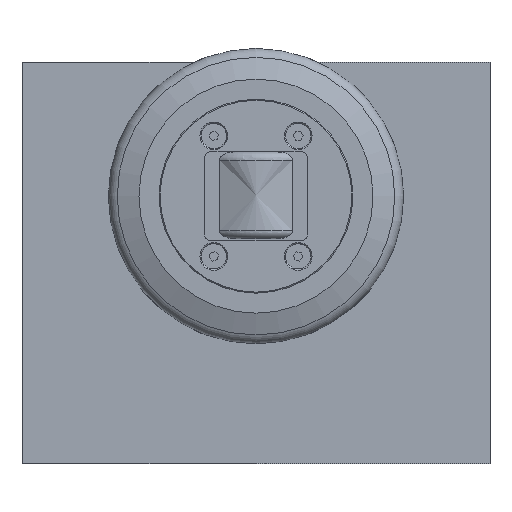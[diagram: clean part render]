
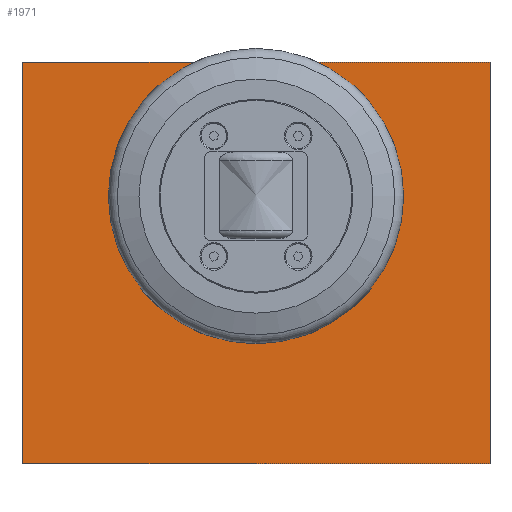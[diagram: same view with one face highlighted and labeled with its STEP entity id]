
A CAD part, front view. The second image highlights one B-rep face of the part: STEP entity #1971.
In plain terms, the highlighted planar face has unit normal (0, -1, 0).
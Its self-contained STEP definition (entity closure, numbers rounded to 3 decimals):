
#79=FACE_BOUND('',#394,.T.);
#162=CIRCLE('',#2149,29.);
#276=FACE_OUTER_BOUND('',#393,.T.);
#393=EDGE_LOOP('',(#1707,#1708,#1709,#1710));
#394=EDGE_LOOP('',(#1711));
#571=LINE('',#3413,#745);
#572=LINE('',#3415,#746);
#573=LINE('',#3417,#747);
#574=LINE('',#3418,#748);
#745=VECTOR('',#2686,10.);
#746=VECTOR('',#2687,10.);
#747=VECTOR('',#2688,10.);
#748=VECTOR('',#2689,10.);
#905=VERTEX_POINT('',#3318);
#936=VERTEX_POINT('',#3411);
#937=VERTEX_POINT('',#3412);
#938=VERTEX_POINT('',#3414);
#939=VERTEX_POINT('',#3416);
#1160=EDGE_CURVE('',#905,#905,#162,.T.);
#1205=EDGE_CURVE('',#936,#937,#571,.T.);
#1206=EDGE_CURVE('',#938,#937,#572,.T.);
#1207=EDGE_CURVE('',#939,#938,#573,.T.);
#1208=EDGE_CURVE('',#939,#936,#574,.T.);
#1707=ORIENTED_EDGE('',*,*,#1205,.T.);
#1708=ORIENTED_EDGE('',*,*,#1206,.F.);
#1709=ORIENTED_EDGE('',*,*,#1207,.F.);
#1710=ORIENTED_EDGE('',*,*,#1208,.T.);
#1711=ORIENTED_EDGE('',*,*,#1160,.T.);
#1875=PLANE('',#2171);
#1971=ADVANCED_FACE('',(#276,#79),#1875,.T.);
#2149=AXIS2_PLACEMENT_3D('',#3320,#2602,#2603);
#2171=AXIS2_PLACEMENT_3D('',#3410,#2684,#2685);
#2602=DIRECTION('center_axis',(0.,1.,0.));
#2603=DIRECTION('ref_axis',(0.,0.,1.));
#2684=DIRECTION('center_axis',(0.,-1.,0.));
#2685=DIRECTION('ref_axis',(0.,0.,-1.));
#2686=DIRECTION('',(0.,0.,1.));
#2687=DIRECTION('',(1.,0.,0.));
#2688=DIRECTION('',(0.,0.,1.));
#2689=DIRECTION('',(1.,0.,0.));
#3318=CARTESIAN_POINT('',(70.,0.,51.));
#3320=CARTESIAN_POINT('Origin',(70.,0.,80.));
#3410=CARTESIAN_POINT('Origin',(0.,0.,0.));
#3411=CARTESIAN_POINT('',(140.,0.,0.));
#3412=CARTESIAN_POINT('',(140.,0.,120.));
#3413=CARTESIAN_POINT('',(140.,0.,0.));
#3414=CARTESIAN_POINT('',(0.,0.,120.));
#3415=CARTESIAN_POINT('',(0.,0.,120.));
#3416=CARTESIAN_POINT('',(0.,0.,0.));
#3417=CARTESIAN_POINT('',(0.,0.,0.));
#3418=CARTESIAN_POINT('',(0.,0.,0.));
